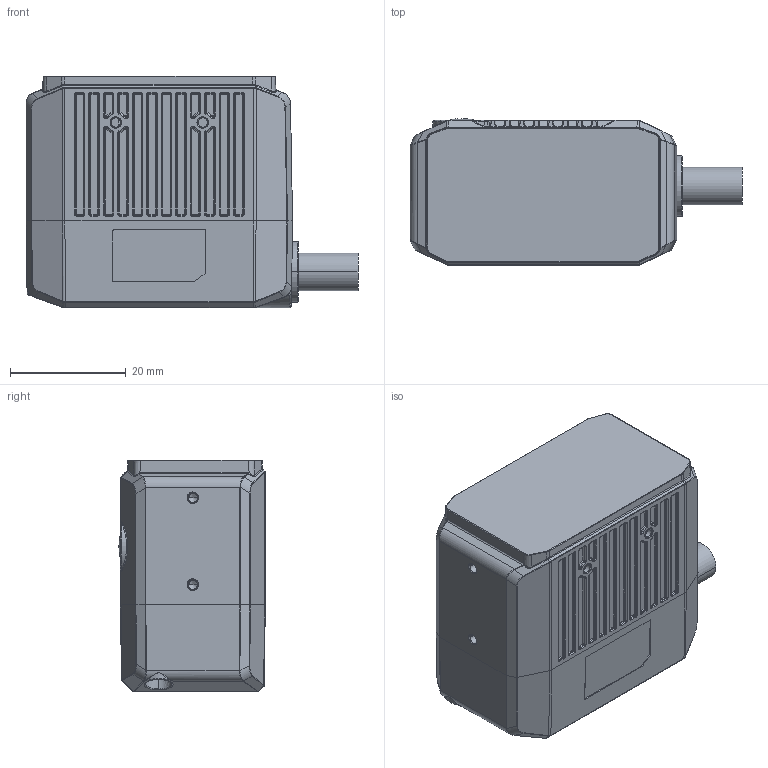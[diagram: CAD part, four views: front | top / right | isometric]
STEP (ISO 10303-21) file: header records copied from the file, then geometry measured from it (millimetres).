
FILE_DESCRIPTION((''),'2;1');
FILE_NAME('ID2000_ASM_ASM','2021-05-26T20:59:51',('gengdawei'),(''),'CREO PARAMETRIC BY PTC INC, 2017260','CREO PARAMETRIC BY PTC INC, 2017260','');
FILE_SCHEMA(('CONFIG_CONTROL_DESIGN'));
Products named in the file (1): ID2000_ASM_ASM
Bounding box: 57.3 x 25.3 x 40 mm (x, y, z)
Volume: 42588.9 mm3; surface area: 9893.4 mm2
Topology: 2 solids, 28 shells, 1633 faces, 3893 edges, 2307 vertices
Faces by surface type: cylinder 577, plane 398, bspline 305, torus 206, cone 133, sphere 14
Entity records: 61382 total; most frequent: CARTESIAN_POINT 25879, ORIENTED_EDGE 7683, DIRECTION 7020, EDGE_CURVE 3873, AXIS2_PLACEMENT_3D 2726, VERTEX_POINT 2307, EDGE_LOOP 1682, FACE_OUTER_BOUND 1633
